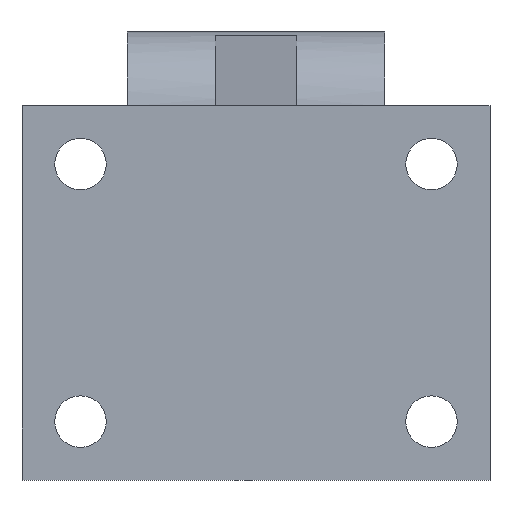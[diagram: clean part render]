
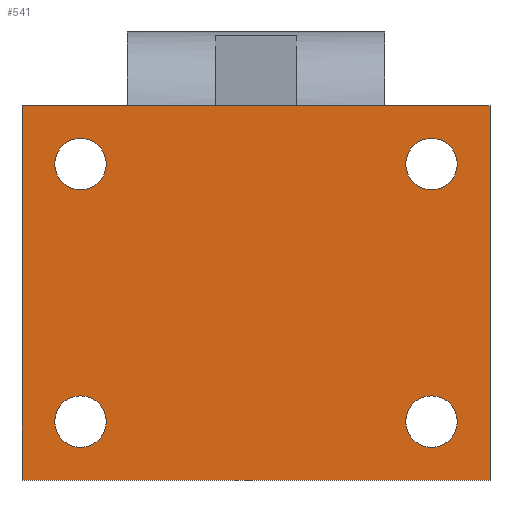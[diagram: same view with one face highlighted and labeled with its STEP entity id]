
A CAD part, front view. The second image highlights one B-rep face of the part: STEP entity #541.
In plain terms, the highlighted planar face has unit normal (0, -1, 0).
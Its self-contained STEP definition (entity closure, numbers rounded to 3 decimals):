
#24=PLANE('',#595);
#51=LINE('',#865,#85);
#53=LINE('',#877,#87);
#54=LINE('',#879,#88);
#55=LINE('',#881,#89);
#85=VECTOR('',#687,1000.);
#87=VECTOR('',#699,1000.);
#88=VECTOR('',#700,1000.);
#89=VECTOR('',#701,1000.);
#130=ORIENTED_EDGE('',*,*,#263,.T.);
#131=ORIENTED_EDGE('',*,*,#264,.T.);
#132=ORIENTED_EDGE('',*,*,#265,.T.);
#133=ORIENTED_EDGE('',*,*,#266,.T.);
#134=ORIENTED_EDGE('',*,*,#267,.T.);
#135=ORIENTED_EDGE('',*,*,#268,.F.);
#136=ORIENTED_EDGE('',*,*,#269,.F.);
#137=ORIENTED_EDGE('',*,*,#261,.T.);
#261=EDGE_CURVE('',#327,#326,#51,.T.);
#263=EDGE_CURVE('',#328,#328,#370,.T.);
#264=EDGE_CURVE('',#329,#329,#371,.T.);
#265=EDGE_CURVE('',#330,#330,#372,.T.);
#266=EDGE_CURVE('',#331,#331,#373,.T.);
#267=EDGE_CURVE('',#326,#332,#53,.T.);
#268=EDGE_CURVE('',#333,#332,#54,.T.);
#269=EDGE_CURVE('',#327,#333,#55,.T.);
#326=VERTEX_POINT('',#864);
#327=VERTEX_POINT('',#866);
#328=VERTEX_POINT('',#870);
#329=VERTEX_POINT('',#872);
#330=VERTEX_POINT('',#874);
#331=VERTEX_POINT('',#876);
#332=VERTEX_POINT('',#878);
#333=VERTEX_POINT('',#880);
#370=CIRCLE('',#596,11.);
#371=CIRCLE('',#597,11.);
#372=CIRCLE('',#598,11.);
#373=CIRCLE('',#599,11.);
#404=EDGE_LOOP('',(#130));
#405=EDGE_LOOP('',(#131));
#406=EDGE_LOOP('',(#132));
#407=EDGE_LOOP('',(#133));
#408=EDGE_LOOP('',(#134,#135,#136,#137));
#466=FACE_BOUND('',#404,.T.);
#467=FACE_BOUND('',#405,.T.);
#468=FACE_BOUND('',#406,.T.);
#469=FACE_BOUND('',#407,.T.);
#470=FACE_BOUND('',#408,.T.);
#541=ADVANCED_FACE('',(#466,#467,#468,#469,#470),#24,.F.);
#595=AXIS2_PLACEMENT_3D('',#868,#689,#690);
#596=AXIS2_PLACEMENT_3D('',#869,#691,#692);
#597=AXIS2_PLACEMENT_3D('',#871,#693,#694);
#598=AXIS2_PLACEMENT_3D('',#873,#695,#696);
#599=AXIS2_PLACEMENT_3D('',#875,#697,#698);
#687=DIRECTION('',(-1.,0.,0.));
#689=DIRECTION('',(0.,1.,0.));
#690=DIRECTION('',(0.,0.,1.));
#691=DIRECTION('',(0.,1.,0.));
#692=DIRECTION('',(0.,0.,1.));
#693=DIRECTION('',(0.,1.,0.));
#694=DIRECTION('',(0.,0.,1.));
#695=DIRECTION('',(0.,1.,0.));
#696=DIRECTION('',(0.,0.,1.));
#697=DIRECTION('',(0.,1.,0.));
#698=DIRECTION('',(0.,0.,1.));
#699=DIRECTION('',(0.,0.,-1.));
#700=DIRECTION('',(-1.,0.,0.));
#701=DIRECTION('',(0.,0.,-1.));
#864=CARTESIAN_POINT('',(-100.,0.,80.));
#865=CARTESIAN_POINT('',(100.,0.,80.));
#866=CARTESIAN_POINT('',(100.,0.,80.));
#868=CARTESIAN_POINT('',(100.,0.,80.));
#869=CARTESIAN_POINT('',(75.,0.,-55.));
#870=CARTESIAN_POINT('',(75.,0.,-44.));
#871=CARTESIAN_POINT('',(75.,0.,55.));
#872=CARTESIAN_POINT('',(75.,0.,66.));
#873=CARTESIAN_POINT('',(-75.,0.,-55.));
#874=CARTESIAN_POINT('',(-75.,0.,-44.));
#875=CARTESIAN_POINT('',(-75.,0.,55.));
#876=CARTESIAN_POINT('',(-75.,0.,66.));
#877=CARTESIAN_POINT('',(-100.,0.,80.));
#878=CARTESIAN_POINT('',(-100.,0.,-80.));
#879=CARTESIAN_POINT('',(100.,0.,-80.));
#880=CARTESIAN_POINT('',(100.,0.,-80.));
#881=CARTESIAN_POINT('',(100.,0.,80.));
